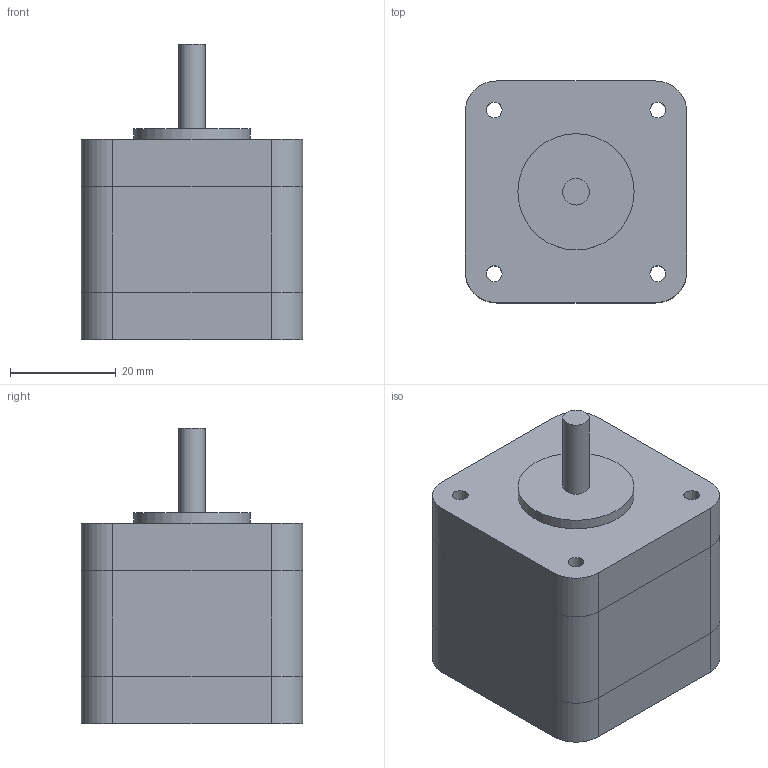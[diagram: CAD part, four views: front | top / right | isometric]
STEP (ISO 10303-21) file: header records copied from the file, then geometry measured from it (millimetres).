
FILE_DESCRIPTION(/* description */ (''),/* implementation_level */ '2;1');
FILE_NAME(/* name */ 'STEPPER - 17PM-K348B.stp',/* time_stamp */ '2018-09-27T17:35:48+07:00',/* author */ ('ksk20'),/* organization */ (''),/* preprocessor_version */ 'ST-DEVELOPER v16.13',/* originating_system */ 'Autodesk Inventor 2018',/* authorisation */ '');
FILE_SCHEMA (('AUTOMOTIVE_DESIGN { 1 0 10303 214 3 1 1 }'));
Length unit declared in the file: millimetre
Products named in the file (1): K07.003.006.00-DONG_CO_TRUC_XY
Bounding box: 42 x 42 x 56 mm (x, y, z)
Volume: 65857.7 mm3; surface area: 18043.6 mm2
Topology: 3 solids, 3 shells, 46 faces, 114 edges, 76 vertices
Faces by surface type: cylinder 26, plane 20
Full cylindrical faces by diameter (mm): 3 x12, 5 x1, 22 x1
Entity records: 1419 total; most frequent: DIRECTION 246, CARTESIAN_POINT 223, ORIENTED_EDGE 200, EDGE_CURVE 100, AXIS2_PLACEMENT_3D 99, EDGE_LOOP 86, VERTEX_POINT 76, CIRCLE 52
